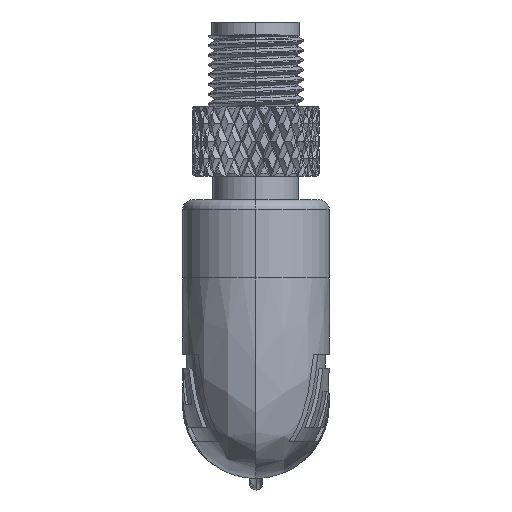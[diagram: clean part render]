
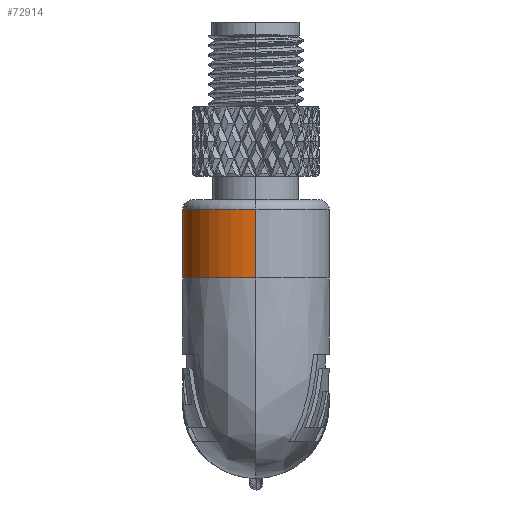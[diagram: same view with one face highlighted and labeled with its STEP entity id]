
A CAD part, left-side view. The second image highlights one B-rep face of the part: STEP entity #72914.
In plain terms, the highlighted cylindrical face has radius 3.75 mm (diameter 7.5 mm), a partial arc.
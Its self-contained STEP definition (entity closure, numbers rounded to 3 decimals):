
#746 = VERTEX_POINT ( 'NONE', #32739 ) ;
#1288 = DIRECTION ( 'NONE',  ( 1., 0., 0. ) ) ;
#1635 = LINE ( 'NONE', #65594, #32450 ) ;
#2335 = VERTEX_POINT ( 'NONE', #11619 ) ;
#3357 = EDGE_CURVE ( 'NONE', #2335, #56930, #69045, .T. ) ;
#5631 = EDGE_CURVE ( 'NONE', #746, #2335, #32456, .T. ) ;
#7080 = DIRECTION ( 'NONE',  ( 0., 0., -1. ) ) ;
#8235 = DIRECTION ( 'NONE',  ( -1., 0., 0. ) ) ;
#10410 = EDGE_CURVE ( 'NONE', #746, #36245, #1635, .T. ) ;
#11182 = EDGE_CURVE ( 'NONE', #56930, #36245, #37032, .T. ) ;
#11619 = CARTESIAN_POINT ( 'NONE',  ( 5., 0., -3.75 ) ) ;
#12729 = DIRECTION ( 'NONE',  ( -1., 0., 0. ) ) ;
#13223 = DIRECTION ( 'NONE',  ( 0., 0., 1. ) ) ;
#16253 = ORIENTED_EDGE ( 'NONE', *, *, #3357, .T. ) ;
#18817 = CARTESIAN_POINT ( 'NONE',  ( 1., 0., -3.75 ) ) ;
#19804 = CARTESIAN_POINT ( 'NONE',  ( 1., 0., 0. ) ) ;
#25807 = FACE_OUTER_BOUND ( 'NONE', #32864, .T. ) ;
#28683 = CARTESIAN_POINT ( 'NONE',  ( 1.5, 0., 3.75 ) ) ;
#29598 = CARTESIAN_POINT ( 'NONE',  ( 1.5, 0., 0. ) ) ;
#29661 = CARTESIAN_POINT ( 'NONE',  ( 5., 0., 0. ) ) ;
#30911 = DIRECTION ( 'NONE',  ( -1., 0., 0. ) ) ;
#32450 = VECTOR ( 'NONE', #8235, 1000. ) ;
#32456 = CIRCLE ( 'NONE', #58572, 3.75 ) ;
#32739 = CARTESIAN_POINT ( 'NONE',  ( 5., 0., 3.75 ) ) ;
#32864 = EDGE_LOOP ( 'NONE', ( #35438, #16253, #73329, #61499 ) ) ;
#35438 = ORIENTED_EDGE ( 'NONE', *, *, #5631, .T. ) ;
#35802 = CYLINDRICAL_SURFACE ( 'NONE', #60703, 3.75 ) ;
#36245 = VERTEX_POINT ( 'NONE', #28683 ) ;
#37032 = CIRCLE ( 'NONE', #70615, 3.75 ) ;
#41595 = DIRECTION ( 'NONE',  ( -1., 0., 0. ) ) ;
#56930 = VERTEX_POINT ( 'NONE', #69688 ) ;
#58572 = AXIS2_PLACEMENT_3D ( 'NONE', #29661, #12729, #13223 ) ;
#60703 = AXIS2_PLACEMENT_3D ( 'NONE', #19804, #30911, #65747 ) ;
#61499 = ORIENTED_EDGE ( 'NONE', *, *, #10410, .F. ) ;
#62691 = VECTOR ( 'NONE', #41595, 1000. ) ;
#65594 = CARTESIAN_POINT ( 'NONE',  ( 1., 0., 3.75 ) ) ;
#65747 = DIRECTION ( 'NONE',  ( 0., 0., 1. ) ) ;
#69045 = LINE ( 'NONE', #18817, #62691 ) ;
#69688 = CARTESIAN_POINT ( 'NONE',  ( 1.5, 0., -3.75 ) ) ;
#70615 = AXIS2_PLACEMENT_3D ( 'NONE', #29598, #1288, #7080 ) ;
#72914 = ADVANCED_FACE ( 'NONE', ( #25807 ), #35802, .T. ) ;
#73329 = ORIENTED_EDGE ( 'NONE', *, *, #11182, .T. ) ;
